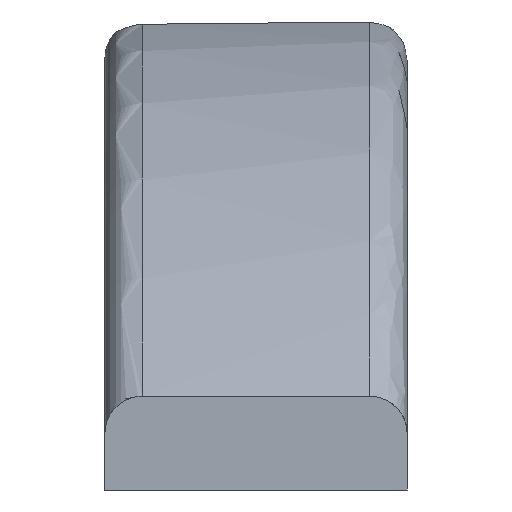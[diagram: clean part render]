
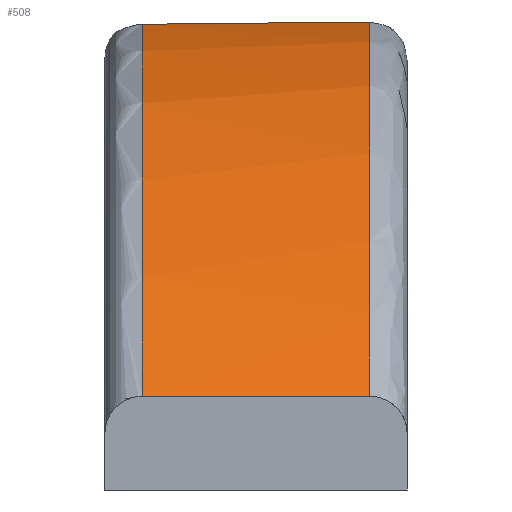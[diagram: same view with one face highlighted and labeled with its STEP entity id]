
A CAD part, front view. The second image highlights one B-rep face of the part: STEP entity #508.
In plain terms, the highlighted cylindrical face has radius 95 mm (diameter 190 mm), a partial arc.
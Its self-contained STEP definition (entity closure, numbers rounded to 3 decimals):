
#58=FACE_OUTER_BOUND('',#90,.T.);
#90=EDGE_LOOP('',(#441,#442,#443,#444));
#112=B_SPLINE_CURVE_WITH_KNOTS('',3,(#1029,#1030,#1031,#1032,#1033,#1034,
#1035,#1036,#1037,#1038),.UNSPECIFIED.,.F.,.F.,(4,1,1,1,1,1,1,4),(-1.908,
-1.652,-1.373,-1.094,-0.815,
-0.536,-0.256,0.),
 .UNSPECIFIED.);
#147=LINE('',#1089,#185);
#148=LINE('',#1090,#186);
#185=VECTOR('',#690,10.);
#186=VECTOR('',#691,10.);
#206=CIRCLE('',#572,95.);
#214=VERTEX_POINT('',#723);
#226=VERTEX_POINT('',#766);
#238=VERTEX_POINT('',#831);
#240=VERTEX_POINT('',#853);
#308=EDGE_CURVE('',#226,#238,#112,.T.);
#318=EDGE_CURVE('',#240,#214,#206,.T.);
#319=EDGE_CURVE('',#214,#226,#147,.T.);
#320=EDGE_CURVE('',#238,#240,#148,.T.);
#441=ORIENTED_EDGE('',*,*,#308,.F.);
#442=ORIENTED_EDGE('',*,*,#319,.F.);
#443=ORIENTED_EDGE('',*,*,#318,.F.);
#444=ORIENTED_EDGE('',*,*,#320,.F.);
#482=CYLINDRICAL_SURFACE('',#573,95.);
#508=ADVANCED_FACE('',(#58),#482,.T.);
#572=AXIS2_PLACEMENT_3D('',#1087,#686,#687);
#573=AXIS2_PLACEMENT_3D('',#1088,#688,#689);
#686=DIRECTION('center_axis',(-1.,0.,0.));
#687=DIRECTION('ref_axis',(0.,0.,1.));
#688=DIRECTION('center_axis',(1.,0.,0.));
#689=DIRECTION('ref_axis',(0.,-0.816,0.578));
#690=DIRECTION('',(1.,0.,0.));
#691=DIRECTION('',(-1.,0.,0.));
#723=CARTESIAN_POINT('',(-109.283,77.5,10.));
#766=CARTESIAN_POINT('',(-85.02,77.5,10.));
#831=CARTESIAN_POINT('',(-85.02,-77.5,10.));
#853=CARTESIAN_POINT('',(-109.283,-77.5,10.));
#1029=CARTESIAN_POINT('Ctrl Pts',(-85.02,77.5,10.));
#1030=CARTESIAN_POINT('Ctrl Pts',(-85.02,72.802,16.626));
#1031=CARTESIAN_POINT('Ctrl Pts',(-85.02,61.212,29.196));
#1032=CARTESIAN_POINT('Ctrl Pts',(-85.02,39.117,42.992));
#1033=CARTESIAN_POINT('Ctrl Pts',(-85.02,13.384,50.362));
#1034=CARTESIAN_POINT('Ctrl Pts',(-85.02,-13.384,50.365));
#1035=CARTESIAN_POINT('Ctrl Pts',(-85.02,-39.117,42.991));
#1036=CARTESIAN_POINT('Ctrl Pts',(-85.02,-61.212,29.196));
#1037=CARTESIAN_POINT('Ctrl Pts',(-85.02,-72.802,16.626));
#1038=CARTESIAN_POINT('Ctrl Pts',(-85.02,-77.5,10.));
#1087=CARTESIAN_POINT('Origin',(-109.283,0.,
-44.943));
#1088=CARTESIAN_POINT('Origin',(-113.283,0.,
-44.943));
#1089=CARTESIAN_POINT('',(-127.,77.5,10.));
#1090=CARTESIAN_POINT('',(-69.145,-77.5,10.));
